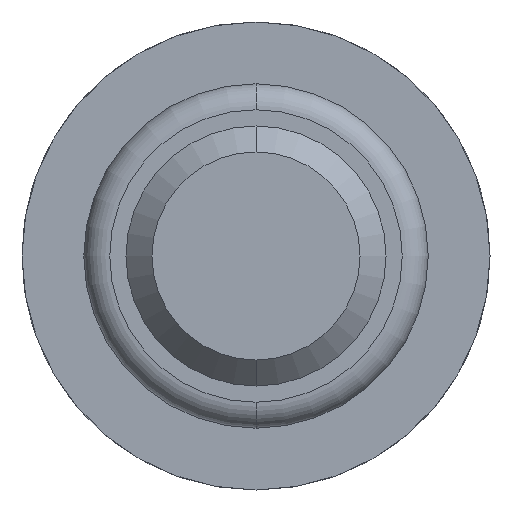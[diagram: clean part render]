
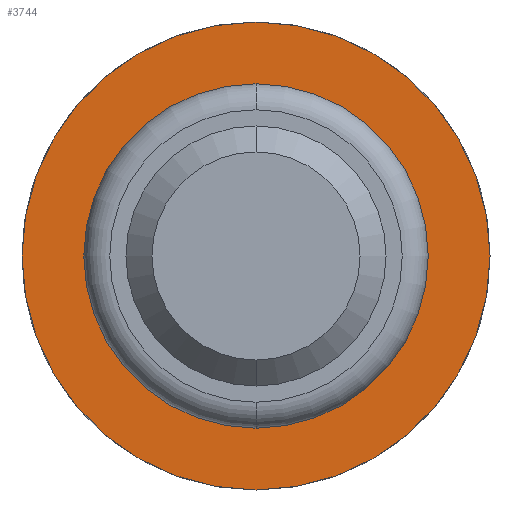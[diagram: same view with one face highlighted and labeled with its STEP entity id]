
A CAD part, front view. The second image highlights one B-rep face of the part: STEP entity #3744.
In plain terms, the highlighted planar face has unit normal (0, -1, 0).
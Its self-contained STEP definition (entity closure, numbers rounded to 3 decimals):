
#9 = CIRCLE ( 'NONE', #1704, 1.325 ) ;
#58 = DIRECTION ( 'NONE',  ( 0., 0., 1. ) ) ;
#85 = EDGE_LOOP ( 'NONE', ( #2725, #2954 ) ) ;
#119 = CIRCLE ( 'NONE', #4170, 1.8 ) ;
#138 = EDGE_LOOP ( 'NONE', ( #2401, #1436 ) ) ;
#409 = DIRECTION ( 'NONE',  ( 0., 1., 0. ) ) ;
#661 = DIRECTION ( 'NONE',  ( 0., 1., 0. ) ) ;
#787 = CARTESIAN_POINT ( 'NONE',  ( 0., -1.8, 0. ) ) ;
#935 = AXIS2_PLACEMENT_3D ( 'NONE', #787, #3923, #1816 ) ;
#1275 = CIRCLE ( 'NONE', #3629, 1.8 ) ;
#1282 = DIRECTION ( 'NONE',  ( 0., 1., 0. ) ) ;
#1436 = ORIENTED_EDGE ( 'NONE', *, *, #3894, .T. ) ;
#1543 = VERTEX_POINT ( 'NONE', #4159 ) ;
#1545 = VERTEX_POINT ( 'NONE', #2066 ) ;
#1577 = AXIS2_PLACEMENT_3D ( 'NONE', #2759, #661, #3119 ) ;
#1704 = AXIS2_PLACEMENT_3D ( 'NONE', #4290, #409, #58 ) ;
#1707 = FACE_BOUND ( 'NONE', #138, .T. ) ;
#1816 = DIRECTION ( 'NONE',  ( 0., 0., 1. ) ) ;
#1854 = CARTESIAN_POINT ( 'NONE',  ( 0., -1.8, 1.325 ) ) ;
#1922 = EDGE_CURVE ( 'Defeature ausgef�hrt6_12+Defeature ausgef�hrt6_13+Defeature ausgef�hrt6_13+Defeature ausgef�hrt6_13', #1543, #3150, #1275, .T. ) ;
#2015 = EDGE_CURVE ( 'Defeature ausgef�hrt6_13+Defeature ausgef�hrt6_14+Defeature ausgef�hrt6_14+Defeature ausgef�hrt6_14', #4496, #1545, #9, .T. ) ;
#2066 = CARTESIAN_POINT ( 'NONE',  ( 0., -1.8, -1.325 ) ) ;
#2264 = DIRECTION ( 'NONE',  ( 0., 1., 0. ) ) ;
#2401 = ORIENTED_EDGE ( 'NONE', *, *, #2015, .T. ) ;
#2415 = FACE_OUTER_BOUND ( 'NONE', #85, .T. ) ;
#2572 = CIRCLE ( 'NONE', #935, 1.325 ) ;
#2725 = ORIENTED_EDGE ( 'NONE', *, *, #3531, .F. ) ;
#2759 = CARTESIAN_POINT ( 'NONE',  ( 1.8, -1.8, 0. ) ) ;
#2954 = ORIENTED_EDGE ( 'NONE', *, *, #1922, .F. ) ;
#3029 = DIRECTION ( 'NONE',  ( 0., 0., 1. ) ) ;
#3044 = CARTESIAN_POINT ( 'NONE',  ( 0., -1.8, 1.8 ) ) ;
#3119 = DIRECTION ( 'NONE',  ( 0., 0., 1. ) ) ;
#3150 = VERTEX_POINT ( 'NONE', #3044 ) ;
#3365 = DIRECTION ( 'NONE',  ( 0., 0., 1. ) ) ;
#3472 = PLANE ( 'NONE',  #1577 ) ;
#3531 = EDGE_CURVE ( 'Defeature ausgef�hrt6_12+Defeature ausgef�hrt6_13+Defeature ausgef�hrt6_13+Defeature ausgef�hrt6_13', #3150, #1543, #119, .T. ) ;
#3629 = AXIS2_PLACEMENT_3D ( 'NONE', #4354, #1282, #3029 ) ;
#3744 = ADVANCED_FACE ( 'Defeature ausgef�hrt6_13', ( #2415, #1707 ), #3472, .F. ) ;
#3894 = EDGE_CURVE ( 'Defeature ausgef�hrt6_13+Defeature ausgef�hrt6_14+Defeature ausgef�hrt6_14+Defeature ausgef�hrt6_14', #1545, #4496, #2572, .T. ) ;
#3923 = DIRECTION ( 'NONE',  ( 0., 1., 0. ) ) ;
#4012 = CARTESIAN_POINT ( 'NONE',  ( 0., -1.8, 0. ) ) ;
#4159 = CARTESIAN_POINT ( 'NONE',  ( 0., -1.8, -1.8 ) ) ;
#4170 = AXIS2_PLACEMENT_3D ( 'NONE', #4012, #2264, #3365 ) ;
#4290 = CARTESIAN_POINT ( 'NONE',  ( 0., -1.8, 0. ) ) ;
#4354 = CARTESIAN_POINT ( 'NONE',  ( 0., -1.8, 0. ) ) ;
#4496 = VERTEX_POINT ( 'NONE', #1854 ) ;
